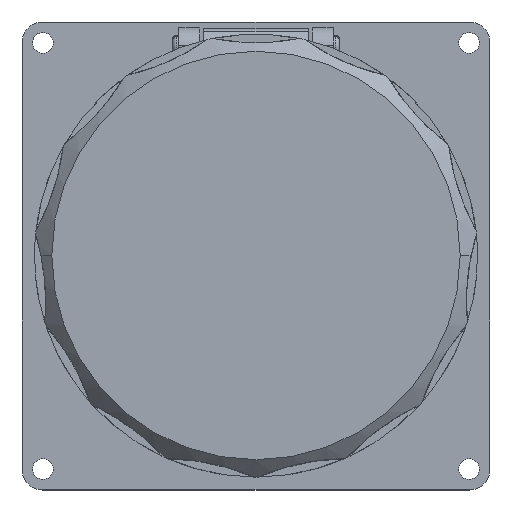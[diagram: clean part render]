
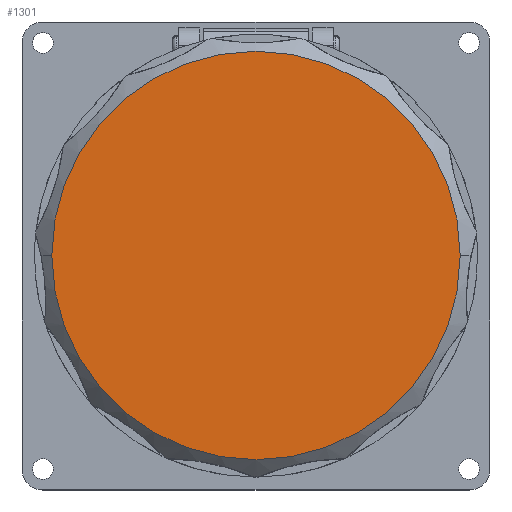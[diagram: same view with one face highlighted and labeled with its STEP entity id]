
A CAD part, top view. The second image highlights one B-rep face of the part: STEP entity #1301.
In plain terms, the highlighted planar face has unit normal (0, 0, 1).
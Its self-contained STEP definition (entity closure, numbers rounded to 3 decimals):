
#30 = CARTESIAN_POINT ( 'NONE',  ( 0., 0., 75. ) ) ;
#47 = CIRCLE ( 'NONE', #2091, 48.877 ) ;
#96 = VERTEX_POINT ( 'NONE', #755 ) ;
#320 = DIRECTION ( 'NONE',  ( 1., 0., 0. ) ) ;
#357 = DIRECTION ( 'NONE',  ( 1., 0., 0. ) ) ;
#494 = CARTESIAN_POINT ( 'NONE',  ( 48.877, 0., 75. ) ) ;
#755 = CARTESIAN_POINT ( 'NONE',  ( -48.877, 0., 75. ) ) ;
#759 = CIRCLE ( 'NONE', #2812, 48.877 ) ;
#1165 = ORIENTED_EDGE ( 'NONE', *, *, #1732, .T. ) ;
#1168 = FACE_OUTER_BOUND ( 'NONE', #4039, .T. ) ;
#1301 = ADVANCED_FACE ( 'NONE', ( #1168 ), #3139, .T. ) ;
#1732 = EDGE_CURVE ( 'NONE', #3512, #96, #759, .T. ) ;
#1775 = DIRECTION ( 'NONE',  ( 0., 0., 1. ) ) ;
#2091 = AXIS2_PLACEMENT_3D ( 'NONE', #3969, #1775, #4319 ) ;
#2335 = DIRECTION ( 'NONE',  ( 0., 0., 1. ) ) ;
#2378 = DIRECTION ( 'NONE',  ( 0., 0., 1. ) ) ;
#2812 = AXIS2_PLACEMENT_3D ( 'NONE', #4447, #2335, #320 ) ;
#2943 = AXIS2_PLACEMENT_3D ( 'NONE', #30, #2378, #357 ) ;
#3139 = PLANE ( 'NONE',  #2943 ) ;
#3148 = ORIENTED_EDGE ( 'NONE', *, *, #3973, .T. ) ;
#3512 = VERTEX_POINT ( 'NONE', #494 ) ;
#3969 = CARTESIAN_POINT ( 'NONE',  ( 0., 0., 75. ) ) ;
#3973 = EDGE_CURVE ( 'NONE', #96, #3512, #47, .T. ) ;
#4039 = EDGE_LOOP ( 'NONE', ( #1165, #3148 ) ) ;
#4319 = DIRECTION ( 'NONE',  ( 1., 0., 0. ) ) ;
#4447 = CARTESIAN_POINT ( 'NONE',  ( 0., 0., 75. ) ) ;
